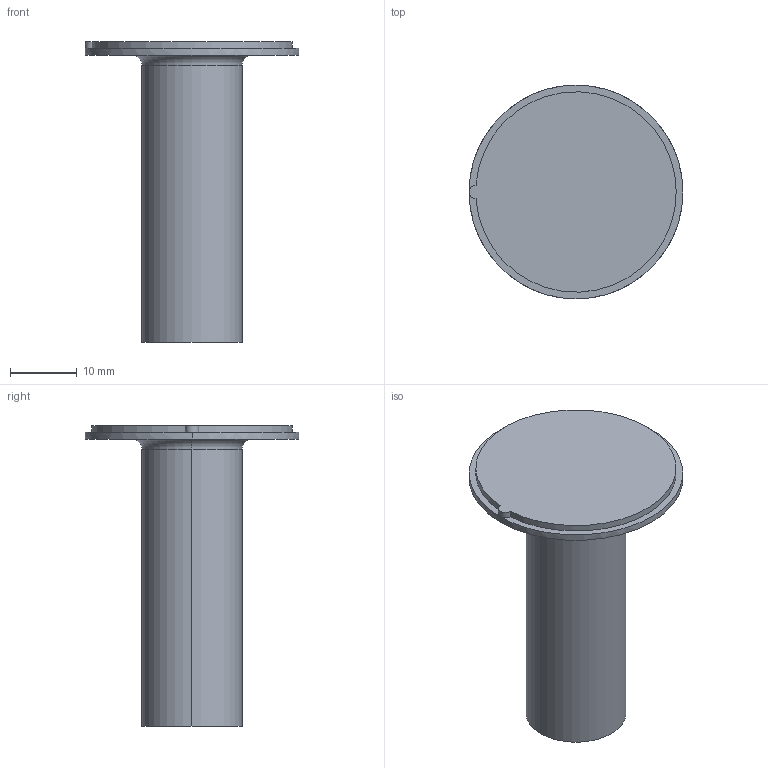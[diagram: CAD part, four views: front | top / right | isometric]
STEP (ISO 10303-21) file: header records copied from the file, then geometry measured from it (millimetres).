
FILE_DESCRIPTION((''),'2;1');
FILE_NAME('G1O','2017-08-28T',('Ishan'),(''),'PRO/ENGINEER BY PARAMETRIC TECHNOLOGY CORPORATION, 2015280','PRO/ENGINEER BY PARAMETRIC TECHNOLOGY CORPORATION, 2015280','');
FILE_SCHEMA(('CONFIG_CONTROL_DESIGN'));
Length unit declared in the file: millimetre
Products named in the file (1): G1O
Bounding box: 32.02 x 32.02 x 45 mm (x, y, z)
Volume: 4765.8 mm3; surface area: 5318.3 mm2
Topology: 1 solids, 1 shells, 17 faces, 33 edges, 20 vertices
Faces by surface type: plane 5, cylinder 4, cone 4, torus 4
Entity records: 482 total; most frequent: DIRECTION 92, CARTESIAN_POINT 70, ORIENTED_EDGE 66, AXIS2_PLACEMENT_3D 42, EDGE_CURVE 33, CIRCLE 25, VERTEX_POINT 20, EDGE_LOOP 19
